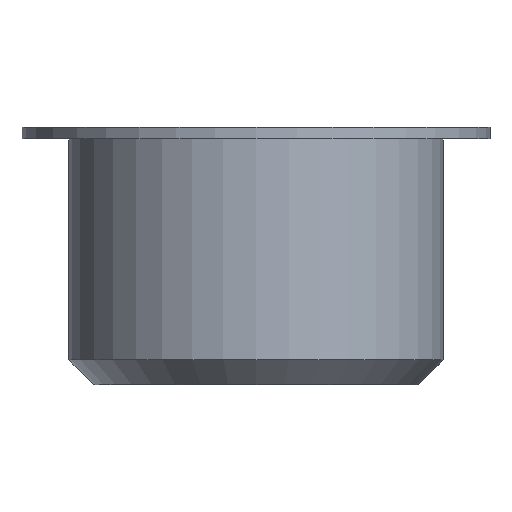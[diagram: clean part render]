
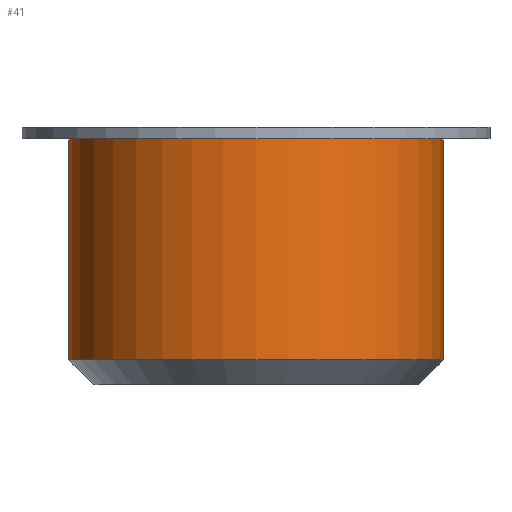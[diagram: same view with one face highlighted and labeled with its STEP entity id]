
A CAD part, front view. The second image highlights one B-rep face of the part: STEP entity #41.
In plain terms, the highlighted cylindrical face has radius 8 mm (diameter 16 mm), a full revolution.
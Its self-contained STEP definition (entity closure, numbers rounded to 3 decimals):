
#41 = ADVANCED_FACE( '', ( #82, #83 ), #84, .T. );
#82 = FACE_OUTER_BOUND( '', #123, .T. );
#83 = FACE_OUTER_BOUND( '', #124, .T. );
#84 = CYLINDRICAL_SURFACE( '', #125, 8. );
#123 = EDGE_LOOP( '', ( #166 ) );
#124 = EDGE_LOOP( '', ( #167 ) );
#125 = AXIS2_PLACEMENT_3D( '', #168, #169, #170 );
#166 = ORIENTED_EDGE( '', *, *, #205, .F. );
#167 = ORIENTED_EDGE( '', *, *, #206, .T. );
#168 = CARTESIAN_POINT( '', ( 0., 0., 57.15 ) );
#169 = DIRECTION( '', ( 0., 0., -1. ) );
#170 = DIRECTION( '', ( 1., 0., 0. ) );
#205 = EDGE_CURVE( '', #227, #227, #228, .T. );
#206 = EDGE_CURVE( '', #229, #229, #230, .T. );
#227 = VERTEX_POINT( '', #252 );
#228 = CIRCLE( '', #253, 8. );
#229 = VERTEX_POINT( '', #254 );
#230 = CIRCLE( '', #255, 8. );
#252 = CARTESIAN_POINT( '', ( 8., 0., 10.5 ) );
#253 = AXIS2_PLACEMENT_3D( '', #277, #278, #279 );
#254 = CARTESIAN_POINT( '', ( 8., 0., 1.061 ) );
#255 = AXIS2_PLACEMENT_3D( '', #280, #281, #282 );
#277 = CARTESIAN_POINT( '', ( 0., 0., 10.5 ) );
#278 = DIRECTION( '', ( 0., 0., 1. ) );
#279 = DIRECTION( '', ( 1., 0., 0. ) );
#280 = CARTESIAN_POINT( '', ( 0., 0., 1.061 ) );
#281 = DIRECTION( '', ( 0., 0., 1. ) );
#282 = DIRECTION( '', ( 1., 0., 0. ) );
